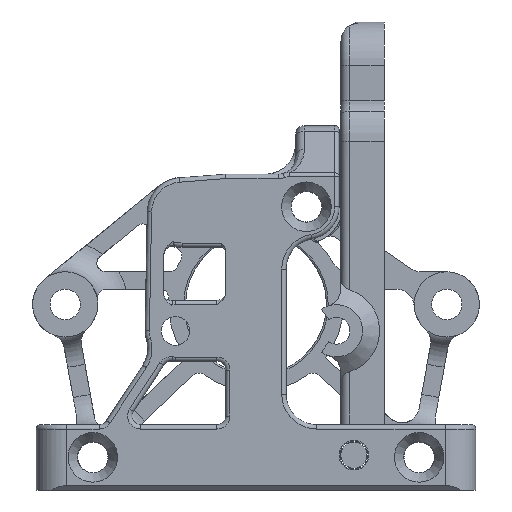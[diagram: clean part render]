
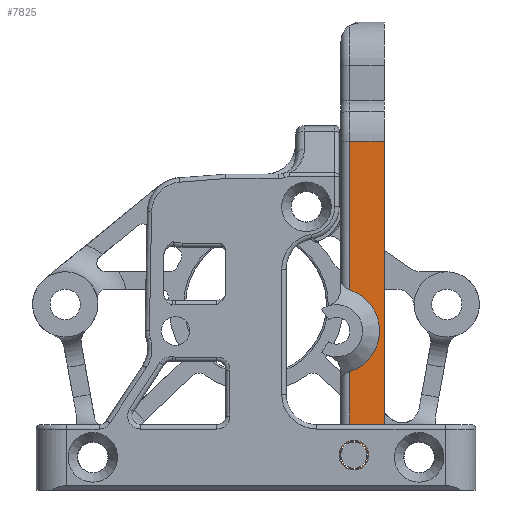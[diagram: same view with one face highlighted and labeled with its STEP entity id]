
A CAD part, front view. The second image highlights one B-rep face of the part: STEP entity #7825.
In plain terms, the highlighted planar face has unit normal (0, -1, 0).
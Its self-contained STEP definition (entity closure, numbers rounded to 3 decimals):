
#500=FACE_BOUND('',#2284,.T.);
#694=LINE('',#12847,#1202);
#722=LINE('',#13104,#1230);
#732=LINE('',#13200,#1240);
#733=LINE('',#13201,#1241);
#1202=VECTOR('',#9887,10.);
#1230=VECTOR('',#10015,10.);
#1240=VECTOR('',#10081,10.);
#1241=VECTOR('',#10082,10.);
#1588=PLANE('',#8521);
#1814=FACE_OUTER_BOUND('',#2283,.T.);
#2283=EDGE_LOOP('',(#6031,#6032,#6033,#6034,#6035,#6036));
#2284=EDGE_LOOP('',(#6037));
#2807=CIRCLE('',#8516,4.95);
#2811=CIRCLE('',#8522,3.5);
#2812=CIRCLE('',#8523,1.6);
#3389=VERTEX_POINT('',#12823);
#3390=VERTEX_POINT('',#12836);
#3440=VERTEX_POINT('',#13087);
#3441=VERTEX_POINT('',#13091);
#3458=VERTEX_POINT('',#13197);
#3459=VERTEX_POINT('',#13199);
#3460=VERTEX_POINT('',#13202);
#4285=EDGE_CURVE('',#3390,#3389,#694,.T.);
#4357=EDGE_CURVE('',#3441,#3440,#722,.T.);
#4381=EDGE_CURVE('',#3389,#3441,#2807,.T.);
#4386=EDGE_CURVE('',#3390,#3458,#2811,.T.);
#4387=EDGE_CURVE('',#3458,#3459,#732,.T.);
#4388=EDGE_CURVE('',#3440,#3459,#733,.T.);
#4389=EDGE_CURVE('',#3460,#3460,#2812,.F.);
#6031=ORIENTED_EDGE('',*,*,#4386,.T.);
#6032=ORIENTED_EDGE('',*,*,#4387,.T.);
#6033=ORIENTED_EDGE('',*,*,#4388,.F.);
#6034=ORIENTED_EDGE('',*,*,#4357,.F.);
#6035=ORIENTED_EDGE('',*,*,#4381,.F.);
#6036=ORIENTED_EDGE('',*,*,#4285,.F.);
#6037=ORIENTED_EDGE('',*,*,#4389,.T.);
#7825=ADVANCED_FACE('',(#1814,#500),#1588,.T.);
#8516=AXIS2_PLACEMENT_3D('',#13188,#10066,#10067);
#8521=AXIS2_PLACEMENT_3D('',#13196,#10077,#10078);
#8522=AXIS2_PLACEMENT_3D('',#13198,#10079,#10080);
#8523=AXIS2_PLACEMENT_3D('',#13203,#10083,#10084);
#9887=DIRECTION('',(0.,0.,1.));
#10015=DIRECTION('',(0.,0.,1.));
#10066=DIRECTION('center_axis',(0.,-1.,0.));
#10067=DIRECTION('ref_axis',(1.,0.,0.));
#10077=DIRECTION('center_axis',(0.,-1.,0.));
#10078=DIRECTION('ref_axis',(1.,0.,0.));
#10079=DIRECTION('center_axis',(0.,-1.,0.));
#10080=DIRECTION('ref_axis',(1.,0.,0.));
#10081=DIRECTION('',(0.,0.,1.));
#10082=DIRECTION('',(1.,0.,0.));
#10083=DIRECTION('center_axis',(0.,-1.,0.));
#10084=DIRECTION('ref_axis',(1.,0.,0.));
#12823=CARTESIAN_POINT('',(10.747,-16.4,11.352));
#12836=CARTESIAN_POINT('',(10.747,-16.4,5.236));
#12847=CARTESIAN_POINT('',(10.747,-16.4,7.442));
#13087=CARTESIAN_POINT('',(10.747,-16.4,37.823));
#13091=CARTESIAN_POINT('',(10.747,-16.4,20.789));
#13104=CARTESIAN_POINT('',(10.747,-16.4,21.421));
#13188=CARTESIAN_POINT('Origin',(9.25,-16.4,16.07));
#13196=CARTESIAN_POINT('Origin',(11.247,-16.4,1.772));
#13197=CARTESIAN_POINT('',(14.747,-16.4,1.772));
#13198=CARTESIAN_POINT('Origin',(11.247,-16.4,1.772));
#13199=CARTESIAN_POINT('',(14.747,-16.4,37.823));
#13200=CARTESIAN_POINT('',(14.747,-16.4,1.772));
#13201=CARTESIAN_POINT('',(12.997,-16.4,37.823));
#13202=CARTESIAN_POINT('',(9.647,-16.4,1.772));
#13203=CARTESIAN_POINT('Origin',(11.247,-16.4,1.772));
